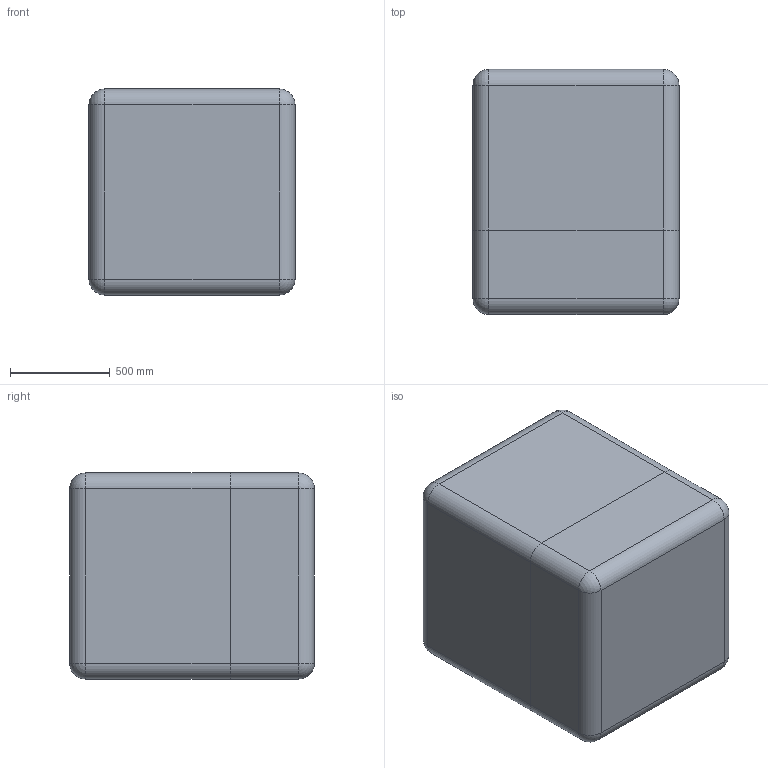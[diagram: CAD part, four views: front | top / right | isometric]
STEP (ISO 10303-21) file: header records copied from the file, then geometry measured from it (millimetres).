
FILE_DESCRIPTION (( 'STEP AP214' ), '1' );
FILE_NAME ('06-H.01.L.201A(óïð).STEP', '2024-01-17T07:04:41', ( '' ), ( '' ), 'SwSTEP 2.0', 'SolidWorks 2021', '' );
FILE_SCHEMA (( 'AUTOMOTIVE_DESIGN' ));
Length unit declared in the file: millimetre
Products named in the file (3): 06-H.01.L.201A(óïð); Lid_203_rev2(óïð); Base_200(óïð)
Assembly tree (2 placements, depth 2):
  06-H.01.L.201A(óïð)
    Base_200(óïð)
    Lid_203_rev2(óïð)
Bounding box: 1033.45 x 1228.51 x 1033.45 mm (x, y, z)
Volume: 424349728.4 mm3; surface area: 14736387.7 mm2
Topology: 2 solids, 2 shells, 1994 faces, 4941 edges, 2802 vertices
Faces by surface type: cylinder 818, bspline 484, plane 356, torus 260, sphere 48, cone 28
Entity records: 103725 total; most frequent: CARTESIAN_POINT 60376, ORIENTED_EDGE 9618, DIRECTION 8693, EDGE_CURVE 4809, AXIS2_PLACEMENT_3D 3483, VERTEX_POINT 2802, EDGE_LOOP 2013, ADVANCED_FACE 1994
